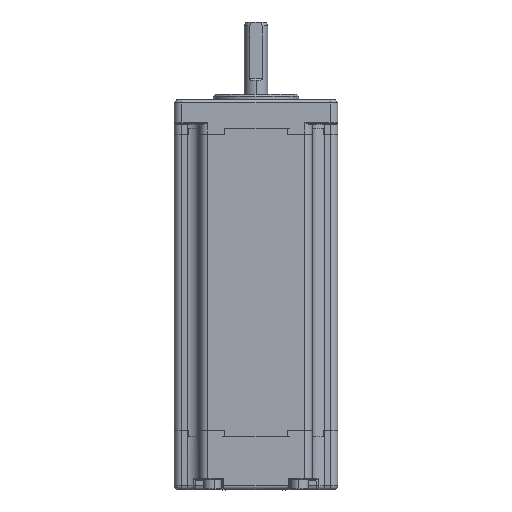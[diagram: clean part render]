
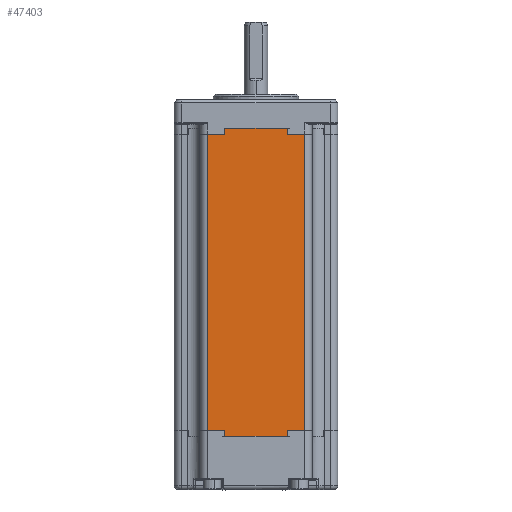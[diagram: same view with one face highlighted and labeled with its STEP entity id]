
A CAD part, front view. The second image highlights one B-rep face of the part: STEP entity #47403.
In plain terms, the highlighted planar face has unit normal (0, -1, 0).
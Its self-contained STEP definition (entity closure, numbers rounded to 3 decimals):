
#47278 = VERTEX_POINT ( 'NONE', #56679 ) ;
#47282 = EDGE_CURVE ( 'NONE', #47278, #47284, #56678, .T. ) ;
#47284 = VERTEX_POINT ( 'NONE', #56674 ) ;
#47381 = ORIENTED_EDGE ( 'NONE', *, *, #47383, .T. ) ;
#47383 = EDGE_CURVE ( 'NONE', #49832, #47385, #56724, .T. ) ;
#47385 = VERTEX_POINT ( 'NONE', #56784 ) ;
#47387 = ORIENTED_EDGE ( 'NONE', *, *, #47389, .T. ) ;
#47389 = EDGE_CURVE ( 'NONE', #47385, #47392, #56783, .T. ) ;
#47392 = VERTEX_POINT ( 'NONE', #56779 ) ;
#47393 = ORIENTED_EDGE ( 'NONE', *, *, #47395, .T. ) ;
#47395 = EDGE_CURVE ( 'NONE', #47392, #49707, #56778, .T. ) ;
#47397 = ORIENTED_EDGE ( 'NONE', *, *, #49706, .T. ) ;
#47398 = ORIENTED_EDGE ( 'NONE', *, *, #47399, .F. ) ;
#47399 = EDGE_CURVE ( 'NONE', #47400, #49699, #56774, .T. ) ;
#47400 = VERTEX_POINT ( 'NONE', #56770 ) ;
#47401 = ORIENTED_EDGE ( 'NONE', *, *, #47504, .T. ) ;
#47403 = ADVANCED_FACE ( 'NONE', ( #56769 ), #56763, .T. ) ;
#47405 = EDGE_LOOP ( 'NONE', ( #47407, #47408, #47412, #47417, #47419, #47381, #47387, #47393, #47397, #47398, #47401, #47506 ) ) ;
#47407 = ORIENTED_EDGE ( 'NONE', *, *, #47282, .F. ) ;
#47408 = ORIENTED_EDGE ( 'NONE', *, *, #47409, .T. ) ;
#47409 = EDGE_CURVE ( 'NONE', #47278, #47411, #56758, .T. ) ;
#47411 = VERTEX_POINT ( 'NONE', #56754 ) ;
#47412 = ORIENTED_EDGE ( 'NONE', *, *, #47414, .F. ) ;
#47414 = EDGE_CURVE ( 'NONE', #47416, #47411, #56814, .T. ) ;
#47416 = VERTEX_POINT ( 'NONE', #56810 ) ;
#47417 = ORIENTED_EDGE ( 'NONE', *, *, #47418, .T. ) ;
#47418 = EDGE_CURVE ( 'NONE', #47416, #49835, #56809, .T. ) ;
#47419 = ORIENTED_EDGE ( 'NONE', *, *, #49834, .F. ) ;
#47504 = EDGE_CURVE ( 'NONE', #47400, #47505, #56907, .T. ) ;
#47505 = VERTEX_POINT ( 'NONE', #56903 ) ;
#47506 = ORIENTED_EDGE ( 'NONE', *, *, #47507, .T. ) ;
#47507 = EDGE_CURVE ( 'NONE', #47505, #47284, #56902, .T. ) ;
#49699 = VERTEX_POINT ( 'NONE', #59094 ) ;
#49706 = EDGE_CURVE ( 'NONE', #49707, #49699, #59086, .T. ) ;
#49707 = VERTEX_POINT ( 'NONE', #59081 ) ;
#49832 = VERTEX_POINT ( 'NONE', #59200 ) ;
#49834 = EDGE_CURVE ( 'NONE', #49832, #49835, #59199, .T. ) ;
#49835 = VERTEX_POINT ( 'NONE', #59194 ) ;
#56674 = CARTESIAN_POINT ( 'NONE',  ( -12.351, -21., 38. ) ) ;
#56675 = DIRECTION ( 'NONE',  ( 0., 0., 1. ) ) ;
#56676 = VECTOR ( 'NONE', #56675, 1000. ) ;
#56677 = CARTESIAN_POINT ( 'NONE',  ( -12.351, -21., -39.5 ) ) ;
#56678 = LINE ( 'NONE', #56677, #56676 ) ;
#56679 = CARTESIAN_POINT ( 'NONE',  ( -12.351, -21., -38. ) ) ;
#56722 = VECTOR ( 'NONE', #56785, 1000. ) ;
#56723 = CARTESIAN_POINT ( 'NONE',  ( 12.351, -21., -38. ) ) ;
#56724 = LINE ( 'NONE', #56723, #56722 ) ;
#56754 = CARTESIAN_POINT ( 'NONE',  ( -8.078, -21., -38. ) ) ;
#56755 = DIRECTION ( 'NONE',  ( 1., 0., 0. ) ) ;
#56756 = VECTOR ( 'NONE', #56755, 1000. ) ;
#56757 = CARTESIAN_POINT ( 'NONE',  ( 12.351, -21., -38. ) ) ;
#56758 = LINE ( 'NONE', #56757, #56756 ) ;
#56759 = DIRECTION ( 'NONE',  ( 0., 0., -1. ) ) ;
#56760 = DIRECTION ( 'NONE',  ( 0., -1., 0. ) ) ;
#56761 = CARTESIAN_POINT ( 'NONE',  ( 12.351, -21., -39.5 ) ) ;
#56762 = AXIS2_PLACEMENT_3D ( 'NONE', #56761, #56760, #56759 ) ;
#56763 = PLANE ( 'NONE',  #56762 ) ;
#56769 = FACE_OUTER_BOUND ( 'NONE', #47405, .T. ) ;
#56770 = CARTESIAN_POINT ( 'NONE',  ( -8.078, -21., 39.5 ) ) ;
#56771 = DIRECTION ( 'NONE',  ( 1., 0., 0. ) ) ;
#56772 = VECTOR ( 'NONE', #56771, 1000. ) ;
#56773 = CARTESIAN_POINT ( 'NONE',  ( 12.351, -21., 39.5 ) ) ;
#56774 = LINE ( 'NONE', #56773, #56772 ) ;
#56775 = DIRECTION ( 'NONE',  ( -1., 0., 0. ) ) ;
#56776 = VECTOR ( 'NONE', #56775, 1000. ) ;
#56777 = CARTESIAN_POINT ( 'NONE',  ( 12.351, -21., 38. ) ) ;
#56778 = LINE ( 'NONE', #56777, #56776 ) ;
#56779 = CARTESIAN_POINT ( 'NONE',  ( 12.351, -21., 38. ) ) ;
#56780 = DIRECTION ( 'NONE',  ( 0., 0., 1. ) ) ;
#56781 = VECTOR ( 'NONE', #56780, 1000. ) ;
#56782 = CARTESIAN_POINT ( 'NONE',  ( 12.351, -21., -39.5 ) ) ;
#56783 = LINE ( 'NONE', #56782, #56781 ) ;
#56784 = CARTESIAN_POINT ( 'NONE',  ( 12.351, -21., -38. ) ) ;
#56785 = DIRECTION ( 'NONE',  ( 1., 0., 0. ) ) ;
#56806 = DIRECTION ( 'NONE',  ( 1., 0., 0. ) ) ;
#56807 = VECTOR ( 'NONE', #56806, 1000. ) ;
#56808 = CARTESIAN_POINT ( 'NONE',  ( 12.351, -21., -39.5 ) ) ;
#56809 = LINE ( 'NONE', #56808, #56807 ) ;
#56810 = CARTESIAN_POINT ( 'NONE',  ( -8.078, -21., -39.5 ) ) ;
#56811 = DIRECTION ( 'NONE',  ( 0., 0., 1. ) ) ;
#56812 = VECTOR ( 'NONE', #56811, 1000. ) ;
#56813 = CARTESIAN_POINT ( 'NONE',  ( -8.078, -21., -38. ) ) ;
#56814 = LINE ( 'NONE', #56813, #56812 ) ;
#56899 = DIRECTION ( 'NONE',  ( -1., 0., 0. ) ) ;
#56900 = VECTOR ( 'NONE', #56899, 1000. ) ;
#56901 = CARTESIAN_POINT ( 'NONE',  ( 12.351, -21., 38. ) ) ;
#56902 = LINE ( 'NONE', #56901, #56900 ) ;
#56903 = CARTESIAN_POINT ( 'NONE',  ( -8.078, -21., 38. ) ) ;
#56904 = DIRECTION ( 'NONE',  ( 0., 0., -1. ) ) ;
#56905 = VECTOR ( 'NONE', #56904, 1000. ) ;
#56906 = CARTESIAN_POINT ( 'NONE',  ( -8.078, -21., 38. ) ) ;
#56907 = LINE ( 'NONE', #56906, #56905 ) ;
#59081 = CARTESIAN_POINT ( 'NONE',  ( 8.078, -21., 38. ) ) ;
#59083 = DIRECTION ( 'NONE',  ( 0., 0., 1. ) ) ;
#59084 = VECTOR ( 'NONE', #59083, 1000. ) ;
#59085 = CARTESIAN_POINT ( 'NONE',  ( 8.078, -21., 38. ) ) ;
#59086 = LINE ( 'NONE', #59085, #59084 ) ;
#59094 = CARTESIAN_POINT ( 'NONE',  ( 8.078, -21., 39.5 ) ) ;
#59194 = CARTESIAN_POINT ( 'NONE',  ( 8.078, -21., -39.5 ) ) ;
#59195 = DIRECTION ( 'NONE',  ( 0., 0., -1. ) ) ;
#59197 = VECTOR ( 'NONE', #59195, 1000. ) ;
#59198 = CARTESIAN_POINT ( 'NONE',  ( 8.078, -21., -38. ) ) ;
#59199 = LINE ( 'NONE', #59198, #59197 ) ;
#59200 = CARTESIAN_POINT ( 'NONE',  ( 8.078, -21., -38. ) ) ;
